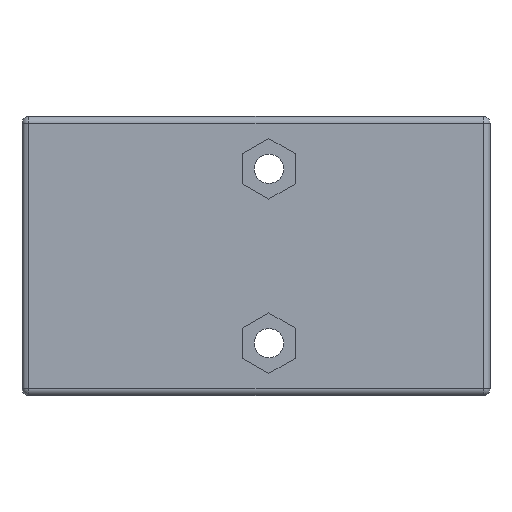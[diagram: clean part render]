
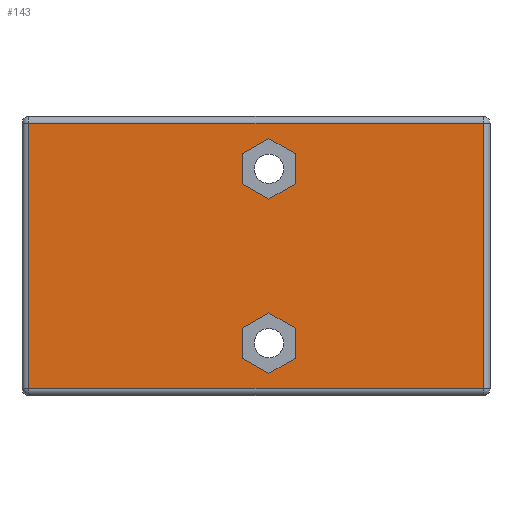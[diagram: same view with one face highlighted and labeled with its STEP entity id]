
A CAD part, front view. The second image highlights one B-rep face of the part: STEP entity #143.
In plain terms, the highlighted planar face has unit normal (0, -1, 0).
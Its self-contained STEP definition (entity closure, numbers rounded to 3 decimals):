
#2 = VECTOR ( 'NONE', #144, 1000. ) ;
#11 = DIRECTION ( 'NONE',  ( 0.866, 0., 0.5 ) ) ;
#18 = VERTEX_POINT ( 'NONE', #1214 ) ;
#66 = CARTESIAN_POINT ( 'NONE',  ( 151.127, -20.8, 186.653 ) ) ;
#67 = ORIENTED_EDGE ( 'NONE', *, *, #826, .F. ) ;
#86 = VECTOR ( 'NONE', #121, 1000. ) ;
#91 = ORIENTED_EDGE ( 'NONE', *, *, #1765, .T. ) ;
#121 = DIRECTION ( 'NONE',  ( 0., 0., -1. ) ) ;
#122 = DIRECTION ( 'NONE',  ( 0., 0., -1. ) ) ;
#124 = EDGE_CURVE ( 'NONE', #18, #446, #824, .T. ) ;
#135 = LINE ( 'NONE', #706, #254 ) ;
#143 = ADVANCED_FACE ( 'NONE', ( #1563, #1119, #447 ), #836, .F. ) ;
#144 = DIRECTION ( 'NONE',  ( 1., 0., 0. ) ) ;
#146 = CARTESIAN_POINT ( 'NONE',  ( 163.75, -20.8, 184.7 ) ) ;
#176 = ORIENTED_EDGE ( 'NONE', *, *, #1244, .F. ) ;
#206 = CARTESIAN_POINT ( 'NONE',  ( 163.75, -20.8, 154.365 ) ) ;
#216 = EDGE_CURVE ( 'NONE', #1382, #1014, #1402, .T. ) ;
#225 = ORIENTED_EDGE ( 'NONE', *, *, #783, .F. ) ;
#246 = VERTEX_POINT ( 'NONE', #1407 ) ;
#247 = LINE ( 'NONE', #1089, #1254 ) ;
#249 = EDGE_CURVE ( 'NONE', #900, #1456, #707, .T. ) ;
#254 = VECTOR ( 'NONE', #1821, 1000. ) ;
#266 = CARTESIAN_POINT ( 'NONE',  ( 190.69, -20.8, 184.7 ) ) ;
#267 = EDGE_LOOP ( 'NONE', ( #91, #1079, #983, #872 ) ) ;
#268 = EDGE_CURVE ( 'NONE', #1701, #1761, #1589, .T. ) ;
#277 = VECTOR ( 'NONE', #478, 1000. ) ;
#279 = CARTESIAN_POINT ( 'NONE',  ( 153.873, -20.8, 177.992 ) ) ;
#284 = LINE ( 'NONE', #146, #1756 ) ;
#288 = CARTESIAN_POINT ( 'NONE',  ( 125.6, -20.8, 184.7 ) ) ;
#335 = LINE ( 'NONE', #916, #1579 ) ;
#348 = VERTEX_POINT ( 'NONE', #889 ) ;
#399 = VECTOR ( 'NONE', #1212, 1000. ) ;
#406 = CARTESIAN_POINT ( 'NONE',  ( 164.698, -20.8, 159.242 ) ) ;
#414 = DIRECTION ( 'NONE',  ( -1., 0., 0. ) ) ;
#446 = VERTEX_POINT ( 'NONE', #788 ) ;
#447 = FACE_BOUND ( 'NONE', #1141, .T. ) ;
#478 = DIRECTION ( 'NONE',  ( 0.866, 0., 0.5 ) ) ;
#517 = ORIENTED_EDGE ( 'NONE', *, *, #750, .F. ) ;
#528 = EDGE_CURVE ( 'NONE', #1670, #1088, #247, .T. ) ;
#529 = CARTESIAN_POINT ( 'NONE',  ( 156.25, -20.8, 150.035 ) ) ;
#554 = CARTESIAN_POINT ( 'NONE',  ( 190.69, -20.8, 145.7 ) ) ;
#563 = DIRECTION ( 'NONE',  ( 0., 0., 1. ) ) ;
#564 = CARTESIAN_POINT ( 'NONE',  ( 191.69, -20.8, 145.7 ) ) ;
#596 = DIRECTION ( 'NONE',  ( 0., 0., 1. ) ) ;
#614 = VERTEX_POINT ( 'NONE', #1420 ) ;
#618 = CARTESIAN_POINT ( 'NONE',  ( 168.448, -20.8, 152.747 ) ) ;
#625 = EDGE_CURVE ( 'NONE', #943, #1670, #1406, .T. ) ;
#632 = EDGE_LOOP ( 'NONE', ( #176, #1133, #225, #1796, #517, #1442 ) ) ;
#660 = CARTESIAN_POINT ( 'NONE',  ( 160., -20.8, 156.53 ) ) ;
#676 = VECTOR ( 'NONE', #1709, 1000. ) ;
#706 = CARTESIAN_POINT ( 'NONE',  ( 150., -20.8, 183.7 ) ) ;
#707 = LINE ( 'NONE', #1266, #1084 ) ;
#709 = CARTESIAN_POINT ( 'NONE',  ( 163.75, -20.8, 179.365 ) ) ;
#717 = VECTOR ( 'NONE', #1385, 1000. ) ;
#737 = EDGE_CURVE ( 'NONE', #246, #348, #135, .T. ) ;
#747 = ORIENTED_EDGE ( 'NONE', *, *, #249, .F. ) ;
#750 = EDGE_CURVE ( 'NONE', #1761, #18, #1123, .T. ) ;
#780 = VECTOR ( 'NONE', #122, 1000. ) ;
#783 = EDGE_CURVE ( 'NONE', #446, #1382, #335, .T. ) ;
#788 = CARTESIAN_POINT ( 'NONE',  ( 156.25, -20.8, 175.035 ) ) ;
#818 = EDGE_CURVE ( 'NONE', #614, #900, #1618, .T. ) ;
#823 = DIRECTION ( 'NONE',  ( 0., 0., -1. ) ) ;
#824 = LINE ( 'NONE', #1384, #86 ) ;
#826 = EDGE_CURVE ( 'NONE', #1088, #614, #1144, .T. ) ;
#836 = PLANE ( 'NONE',  #1349 ) ;
#845 = DIRECTION ( 'NONE',  ( -0.866, 0., -0.5 ) ) ;
#872 = ORIENTED_EDGE ( 'NONE', *, *, #737, .T. ) ;
#889 = CARTESIAN_POINT ( 'NONE',  ( 125.6, -20.8, 183.7 ) ) ;
#900 = VERTEX_POINT ( 'NONE', #1356 ) ;
#905 = DIRECTION ( 'NONE',  ( 0.866, 0., -0.5 ) ) ;
#916 = CARTESIAN_POINT ( 'NONE',  ( 147.377, -20.8, 180.158 ) ) ;
#943 = VERTEX_POINT ( 'NONE', #660 ) ;
#967 = VECTOR ( 'NONE', #1435, 1000. ) ;
#976 = EDGE_CURVE ( 'NONE', #1456, #943, #1514, .T. ) ;
#983 = ORIENTED_EDGE ( 'NONE', *, *, #1730, .T. ) ;
#996 = CARTESIAN_POINT ( 'NONE',  ( 157.623, -20.8, 171.497 ) ) ;
#1013 = CARTESIAN_POINT ( 'NONE',  ( 150., -20.8, 184.7 ) ) ;
#1014 = VERTEX_POINT ( 'NONE', #1488 ) ;
#1065 = ORIENTED_EDGE ( 'NONE', *, *, #528, .F. ) ;
#1079 = ORIENTED_EDGE ( 'NONE', *, *, #1662, .T. ) ;
#1084 = VECTOR ( 'NONE', #563, 1000. ) ;
#1085 = VERTEX_POINT ( 'NONE', #1788 ) ;
#1088 = VERTEX_POINT ( 'NONE', #529 ) ;
#1089 = CARTESIAN_POINT ( 'NONE',  ( 156.25, -20.8, 184.7 ) ) ;
#1119 = FACE_BOUND ( 'NONE', #632, .T. ) ;
#1123 = LINE ( 'NONE', #279, #967 ) ;
#1130 = DIRECTION ( 'NONE',  ( 0., 1., 0. ) ) ;
#1131 = VECTOR ( 'NONE', #845, 1000. ) ;
#1133 = ORIENTED_EDGE ( 'NONE', *, *, #216, .F. ) ;
#1141 = EDGE_LOOP ( 'NONE', ( #747, #1283, #67, #1065, #1636, #1825 ) ) ;
#1144 = LINE ( 'NONE', #1477, #676 ) ;
#1171 = DIRECTION ( 'NONE',  ( -0.866, 0., 0.5 ) ) ;
#1176 = VERTEX_POINT ( 'NONE', #554 ) ;
#1212 = DIRECTION ( 'NONE',  ( -0.866, 0., 0.5 ) ) ;
#1214 = CARTESIAN_POINT ( 'NONE',  ( 156.25, -20.8, 179.365 ) ) ;
#1244 = EDGE_CURVE ( 'NONE', #1014, #1701, #284, .T. ) ;
#1249 = LINE ( 'NONE', #564, #2 ) ;
#1254 = VECTOR ( 'NONE', #823, 1000. ) ;
#1260 = VECTOR ( 'NONE', #11, 1000. ) ;
#1261 = LINE ( 'NONE', #266, #717 ) ;
#1266 = CARTESIAN_POINT ( 'NONE',  ( 163.75, -20.8, 184.7 ) ) ;
#1283 = ORIENTED_EDGE ( 'NONE', *, *, #818, .F. ) ;
#1299 = CARTESIAN_POINT ( 'NONE',  ( 160., -20.8, 172.87 ) ) ;
#1349 = AXIS2_PLACEMENT_3D ( 'NONE', #1013, #1130, #414 ) ;
#1356 = CARTESIAN_POINT ( 'NONE',  ( 163.75, -20.8, 150.035 ) ) ;
#1382 = VERTEX_POINT ( 'NONE', #1299 ) ;
#1384 = CARTESIAN_POINT ( 'NONE',  ( 156.25, -20.8, 184.7 ) ) ;
#1385 = DIRECTION ( 'NONE',  ( 0., 0., 1. ) ) ;
#1402 = LINE ( 'NONE', #996, #1260 ) ;
#1406 = LINE ( 'NONE', #406, #1131 ) ;
#1407 = CARTESIAN_POINT ( 'NONE',  ( 190.69, -20.8, 183.7 ) ) ;
#1420 = CARTESIAN_POINT ( 'NONE',  ( 160., -20.8, 147.87 ) ) ;
#1424 = VECTOR ( 'NONE', #1171, 1000. ) ;
#1435 = DIRECTION ( 'NONE',  ( -0.866, 0., -0.5 ) ) ;
#1442 = ORIENTED_EDGE ( 'NONE', *, *, #268, .F. ) ;
#1456 = VERTEX_POINT ( 'NONE', #206 ) ;
#1477 = CARTESIAN_POINT ( 'NONE',  ( 136.552, -20.8, 161.408 ) ) ;
#1488 = CARTESIAN_POINT ( 'NONE',  ( 163.75, -20.8, 175.035 ) ) ;
#1509 = CARTESIAN_POINT ( 'NONE',  ( 140.302, -20.8, 167.903 ) ) ;
#1514 = LINE ( 'NONE', #1509, #399 ) ;
#1543 = LINE ( 'NONE', #288, #780 ) ;
#1563 = FACE_OUTER_BOUND ( 'NONE', #267, .T. ) ;
#1579 = VECTOR ( 'NONE', #905, 1000. ) ;
#1589 = LINE ( 'NONE', #66, #1424 ) ;
#1618 = LINE ( 'NONE', #618, #277 ) ;
#1636 = ORIENTED_EDGE ( 'NONE', *, *, #625, .F. ) ;
#1662 = EDGE_CURVE ( 'NONE', #1085, #1176, #1249, .T. ) ;
#1670 = VERTEX_POINT ( 'NONE', #1823 ) ;
#1680 = CARTESIAN_POINT ( 'NONE',  ( 160., -20.8, 181.53 ) ) ;
#1701 = VERTEX_POINT ( 'NONE', #709 ) ;
#1709 = DIRECTION ( 'NONE',  ( 0.866, 0., -0.5 ) ) ;
#1730 = EDGE_CURVE ( 'NONE', #1176, #246, #1261, .T. ) ;
#1756 = VECTOR ( 'NONE', #596, 1000. ) ;
#1761 = VERTEX_POINT ( 'NONE', #1680 ) ;
#1765 = EDGE_CURVE ( 'NONE', #348, #1085, #1543, .T. ) ;
#1788 = CARTESIAN_POINT ( 'NONE',  ( 125.6, -20.8, 145.7 ) ) ;
#1796 = ORIENTED_EDGE ( 'NONE', *, *, #124, .F. ) ;
#1821 = DIRECTION ( 'NONE',  ( -1., 0., 0. ) ) ;
#1823 = CARTESIAN_POINT ( 'NONE',  ( 156.25, -20.8, 154.365 ) ) ;
#1825 = ORIENTED_EDGE ( 'NONE', *, *, #976, .F. ) ;
